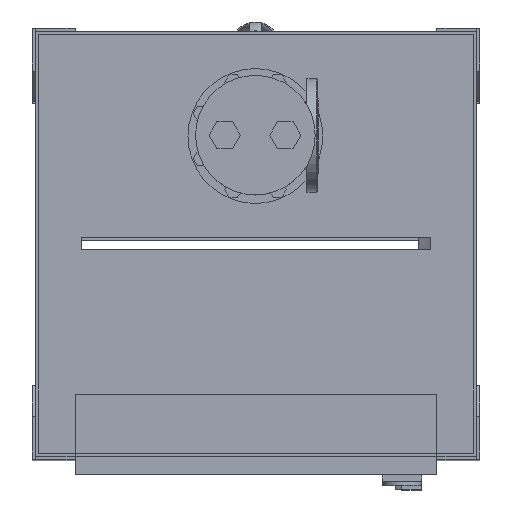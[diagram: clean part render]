
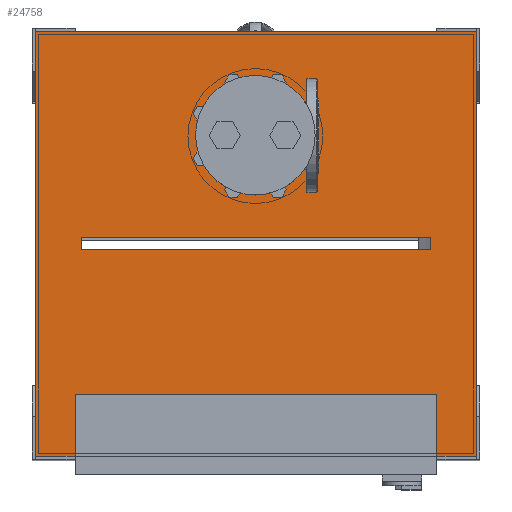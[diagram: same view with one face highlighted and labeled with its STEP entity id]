
A CAD part, top view. The second image highlights one B-rep face of the part: STEP entity #24758.
In plain terms, the highlighted planar face has unit normal (0, 0, 1).
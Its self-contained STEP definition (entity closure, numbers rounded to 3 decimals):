
#327=FACE_BOUND('',#4265,.T.);
#2597=FACE_OUTER_BOUND('',#4264,.T.);
#4264=EDGE_LOOP('',(#17629,#17630,#17631,#17632,#17633,#17634,#17635,#17636));
#4265=EDGE_LOOP('',(#17637,#17638,#17639,#17640));
#6555=LINE('',#37436,#8859);
#6558=LINE('',#37442,#8862);
#6562=LINE('',#37449,#8866);
#6572=LINE('',#37470,#8876);
#6575=LINE('',#37476,#8879);
#6577=LINE('',#37480,#8881);
#6579=LINE('',#37484,#8883);
#6581=LINE('',#37487,#8885);
#6582=LINE('',#37491,#8886);
#6585=LINE('',#37496,#8889);
#6587=LINE('',#37499,#8891);
#6588=LINE('',#37501,#8892);
#8859=VECTOR('',#29880,10.);
#8862=VECTOR('',#29885,10.);
#8866=VECTOR('',#29891,10.);
#8876=VECTOR('',#29905,10.);
#8879=VECTOR('',#29910,10.);
#8881=VECTOR('',#29914,10.);
#8883=VECTOR('',#29918,10.);
#8885=VECTOR('',#29922,10.);
#8886=VECTOR('',#29925,10.);
#8889=VECTOR('',#29930,10.);
#8891=VECTOR('',#29934,10.);
#8892=VECTOR('',#29937,10.);
#11061=VERTEX_POINT('',#37433);
#11062=VERTEX_POINT('',#37435);
#11064=VERTEX_POINT('',#37441);
#11066=VERTEX_POINT('',#37447);
#11075=VERTEX_POINT('',#37469);
#11076=VERTEX_POINT('',#37473);
#11077=VERTEX_POINT('',#37475);
#11078=VERTEX_POINT('',#37479);
#11079=VERTEX_POINT('',#37483);
#11080=VERTEX_POINT('',#37489);
#11081=VERTEX_POINT('',#37490);
#11082=VERTEX_POINT('',#37495);
#13618=EDGE_CURVE('',#11062,#11061,#6555,.T.);
#13621=EDGE_CURVE('',#11064,#11062,#6558,.T.);
#13625=EDGE_CURVE('',#11061,#11066,#6562,.T.);
#13635=EDGE_CURVE('',#11064,#11075,#6572,.T.);
#13638=EDGE_CURVE('',#11077,#11076,#6575,.T.);
#13640=EDGE_CURVE('',#11078,#11077,#6577,.T.);
#13642=EDGE_CURVE('',#11079,#11078,#6579,.T.);
#13644=EDGE_CURVE('',#11076,#11079,#6581,.T.);
#13645=EDGE_CURVE('',#11080,#11081,#6582,.T.);
#13648=EDGE_CURVE('',#11081,#11082,#6585,.T.);
#13650=EDGE_CURVE('',#11082,#11066,#6587,.T.);
#13651=EDGE_CURVE('',#11075,#11080,#6588,.T.);
#17629=ORIENTED_EDGE('',*,*,#13625,.T.);
#17630=ORIENTED_EDGE('',*,*,#13650,.F.);
#17631=ORIENTED_EDGE('',*,*,#13648,.F.);
#17632=ORIENTED_EDGE('',*,*,#13645,.F.);
#17633=ORIENTED_EDGE('',*,*,#13651,.F.);
#17634=ORIENTED_EDGE('',*,*,#13635,.F.);
#17635=ORIENTED_EDGE('',*,*,#13621,.T.);
#17636=ORIENTED_EDGE('',*,*,#13618,.T.);
#17637=ORIENTED_EDGE('',*,*,#13642,.T.);
#17638=ORIENTED_EDGE('',*,*,#13640,.T.);
#17639=ORIENTED_EDGE('',*,*,#13638,.T.);
#17640=ORIENTED_EDGE('',*,*,#13644,.T.);
#23613=PLANE('',#26573);
#24758=ADVANCED_FACE('',(#2597,#327),#23613,.T.);
#26573=AXIS2_PLACEMENT_3D('',#37502,#29938,#29939);
#29880=DIRECTION('',(1.,0.,0.));
#29885=DIRECTION('',(0.,1.,0.));
#29891=DIRECTION('',(0.,-1.,0.));
#29905=DIRECTION('',(-1.,0.,0.));
#29910=DIRECTION('',(0.,-1.,0.));
#29914=DIRECTION('',(1.,0.,0.));
#29918=DIRECTION('',(0.,1.,0.));
#29922=DIRECTION('',(-1.,0.,0.));
#29925=DIRECTION('',(1.,0.,0.));
#29930=DIRECTION('',(0.,-1.,0.));
#29934=DIRECTION('',(-1.,0.,0.));
#29937=DIRECTION('',(0.,1.,0.));
#29938=DIRECTION('center_axis',(0.,0.,1.));
#29939=DIRECTION('ref_axis',(1.,0.,0.));
#37433=CARTESIAN_POINT('',(295.,-246.5,1475.));
#37435=CARTESIAN_POINT('',(-295.,-246.5,1475.));
#37436=CARTESIAN_POINT('',(147.5,-246.5,1475.));
#37441=CARTESIAN_POINT('',(-295.,-346.5,1475.));
#37442=CARTESIAN_POINT('',(-295.,-209.875,1475.));
#37447=CARTESIAN_POINT('',(295.,-346.5,1475.));
#37449=CARTESIAN_POINT('',(295.,-259.875,1475.));
#37469=CARTESIAN_POINT('',(-360.,-346.5,1475.));
#37470=CARTESIAN_POINT('',(360.,-346.5,1475.));
#37473=CARTESIAN_POINT('',(285.,-10.,1475.));
#37475=CARTESIAN_POINT('',(285.,10.,1475.));
#37476=CARTESIAN_POINT('',(285.,-91.625,1475.));
#37479=CARTESIAN_POINT('',(-285.,10.,1475.));
#37480=CARTESIAN_POINT('',(142.5,10.,1475.));
#37483=CARTESIAN_POINT('',(-285.,-10.,1475.));
#37484=CARTESIAN_POINT('',(-285.,-81.625,1475.));
#37487=CARTESIAN_POINT('',(-142.5,-10.,1475.));
#37489=CARTESIAN_POINT('',(-360.,346.5,1475.));
#37490=CARTESIAN_POINT('',(360.,346.5,1475.));
#37491=CARTESIAN_POINT('',(360.,346.5,1475.));
#37495=CARTESIAN_POINT('',(360.,-346.5,1475.));
#37496=CARTESIAN_POINT('',(360.,0.,1475.));
#37499=CARTESIAN_POINT('',(360.,-346.5,1475.));
#37501=CARTESIAN_POINT('',(-360.,346.5,1475.));
#37502=CARTESIAN_POINT('Origin',(0.,-173.25,1475.));
